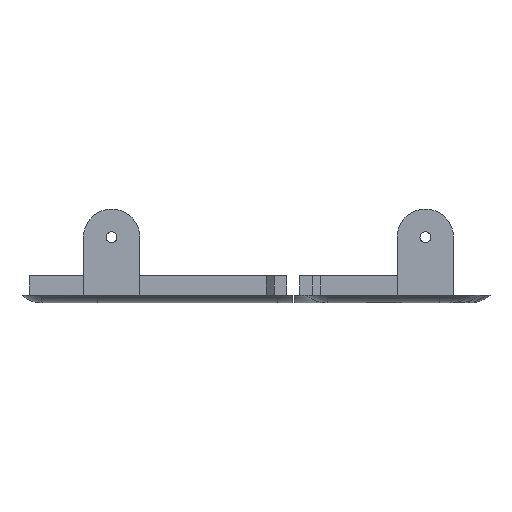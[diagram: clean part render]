
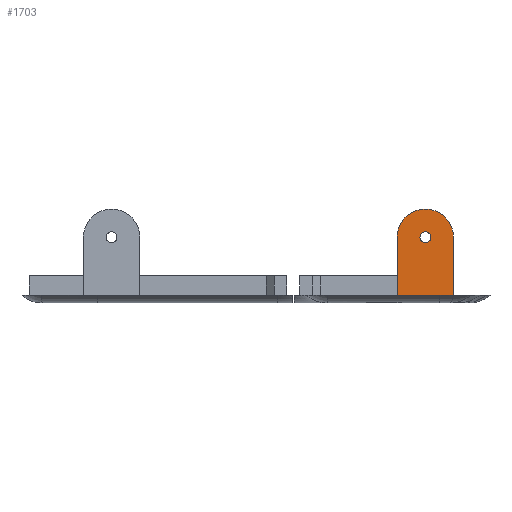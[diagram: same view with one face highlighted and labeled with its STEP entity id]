
A CAD part, left-side view. The second image highlights one B-rep face of the part: STEP entity #1703.
In plain terms, the highlighted planar face has unit normal (-1, 0, 0).
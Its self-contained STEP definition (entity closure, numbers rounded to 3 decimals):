
#17 = AXIS2_PLACEMENT_3D ( 'NONE', #4113, #4688, #4587 ) ;
#217 = CARTESIAN_POINT ( 'NONE',  ( -44.2, -81.5, -76. ) ) ;
#275 = DIRECTION ( 'NONE',  ( 0., 0., 1. ) ) ;
#367 = CIRCLE ( 'NONE', #2907, 1.3 ) ;
#457 = DIRECTION ( 'NONE',  ( -1., 0., 0. ) ) ;
#548 = CARTESIAN_POINT ( 'NONE',  ( -44.2, -74.7, -90. ) ) ;
#576 = VERTEX_POINT ( 'NONE', #3985 ) ;
#592 = ORIENTED_EDGE ( 'NONE', *, *, #2644, .T. ) ;
#658 = DIRECTION ( 'NONE',  ( -1., 0., 0. ) ) ;
#1102 = CIRCLE ( 'NONE', #3105, 6.8 ) ;
#1135 = DIRECTION ( 'NONE',  ( 0., 0., -1. ) ) ;
#1160 = DIRECTION ( 'NONE',  ( -1., 0., 0. ) ) ;
#1171 = AXIS2_PLACEMENT_3D ( 'NONE', #217, #658, #4554 ) ;
#1216 = ORIENTED_EDGE ( 'NONE', *, *, #2592, .F. ) ;
#1231 = DIRECTION ( 'NONE',  ( -1., 0., 0. ) ) ;
#1356 = CARTESIAN_POINT ( 'NONE',  ( -44.2, -74.7, -76. ) ) ;
#1510 = VECTOR ( 'NONE', #4033, 1000. ) ;
#1530 = EDGE_CURVE ( 'NONE', #576, #3987, #1554, .T. ) ;
#1554 = LINE ( 'NONE', #4417, #5442 ) ;
#1663 = CIRCLE ( 'NONE', #17, 1.3 ) ;
#1703 = ADVANCED_FACE ( 'NONE', ( #4296, #4100 ), #2881, .T. ) ;
#1786 = VECTOR ( 'NONE', #1135, 1000. ) ;
#1824 = CARTESIAN_POINT ( 'NONE',  ( -44.2, -81.5, -76. ) ) ;
#2016 = CARTESIAN_POINT ( 'NONE',  ( -44.2, -74.7, -85.2 ) ) ;
#2050 = EDGE_LOOP ( 'NONE', ( #4657, #592, #3003, #2546, #3468 ) ) ;
#2128 = EDGE_CURVE ( 'NONE', #5251, #3807, #3754, .T. ) ;
#2256 = DIRECTION ( 'NONE',  ( 0., 0., 1. ) ) ;
#2368 = VERTEX_POINT ( 'NONE', #1356 ) ;
#2546 = ORIENTED_EDGE ( 'NONE', *, *, #1530, .F. ) ;
#2592 = EDGE_CURVE ( 'NONE', #5463, #3999, #1663, .T. ) ;
#2644 = EDGE_CURVE ( 'NONE', #3807, #2368, #1102, .T. ) ;
#2881 = PLANE ( 'NONE',  #3383 ) ;
#2907 = AXIS2_PLACEMENT_3D ( 'NONE', #1824, #457, #2256 ) ;
#3003 = ORIENTED_EDGE ( 'NONE', *, *, #3181, .T. ) ;
#3105 = AXIS2_PLACEMENT_3D ( 'NONE', #4993, #1231, #5440 ) ;
#3181 = EDGE_CURVE ( 'NONE', #2368, #3987, #5075, .T. ) ;
#3383 = AXIS2_PLACEMENT_3D ( 'NONE', #3679, #1160, #275 ) ;
#3468 = ORIENTED_EDGE ( 'NONE', *, *, #3576, .F. ) ;
#3576 = EDGE_CURVE ( 'NONE', #5251, #576, #5607, .T. ) ;
#3583 = CARTESIAN_POINT ( 'NONE',  ( -44.2, -88.3, -85.2 ) ) ;
#3679 = CARTESIAN_POINT ( 'NONE',  ( -44.2, 0., -85.2 ) ) ;
#3754 = CIRCLE ( 'NONE', #1171, 6.8 ) ;
#3807 = VERTEX_POINT ( 'NONE', #5093 ) ;
#3985 = CARTESIAN_POINT ( 'NONE',  ( -44.2, -88.3, -90. ) ) ;
#3987 = VERTEX_POINT ( 'NONE', #548 ) ;
#3999 = VERTEX_POINT ( 'NONE', #4406 ) ;
#4033 = DIRECTION ( 'NONE',  ( 0., 0., -1. ) ) ;
#4100 = FACE_OUTER_BOUND ( 'NONE', #2050, .T. ) ;
#4113 = CARTESIAN_POINT ( 'NONE',  ( -44.2, -81.5, -76. ) ) ;
#4296 = FACE_BOUND ( 'NONE', #4553, .T. ) ;
#4306 = CARTESIAN_POINT ( 'NONE',  ( -44.2, -88.3, -76. ) ) ;
#4406 = CARTESIAN_POINT ( 'NONE',  ( -44.2, -81.5, -74.7 ) ) ;
#4417 = CARTESIAN_POINT ( 'NONE',  ( -44.2, 0., -90. ) ) ;
#4497 = CARTESIAN_POINT ( 'NONE',  ( -44.2, -81.5, -77.3 ) ) ;
#4553 = EDGE_LOOP ( 'NONE', ( #1216, #4846 ) ) ;
#4554 = DIRECTION ( 'NONE',  ( 0., 0., 1. ) ) ;
#4587 = DIRECTION ( 'NONE',  ( 0., 0., 1. ) ) ;
#4657 = ORIENTED_EDGE ( 'NONE', *, *, #2128, .T. ) ;
#4688 = DIRECTION ( 'NONE',  ( -1., 0., 0. ) ) ;
#4846 = ORIENTED_EDGE ( 'NONE', *, *, #5376, .F. ) ;
#4993 = CARTESIAN_POINT ( 'NONE',  ( -44.2, -81.5, -76. ) ) ;
#5075 = LINE ( 'NONE', #2016, #1786 ) ;
#5093 = CARTESIAN_POINT ( 'NONE',  ( -44.2, -81.5, -69.2 ) ) ;
#5247 = DIRECTION ( 'NONE',  ( 0., 1., 0. ) ) ;
#5251 = VERTEX_POINT ( 'NONE', #4306 ) ;
#5376 = EDGE_CURVE ( 'NONE', #3999, #5463, #367, .T. ) ;
#5440 = DIRECTION ( 'NONE',  ( 0., 0., 1. ) ) ;
#5442 = VECTOR ( 'NONE', #5247, 1000. ) ;
#5463 = VERTEX_POINT ( 'NONE', #4497 ) ;
#5607 = LINE ( 'NONE', #3583, #1510 ) ;
